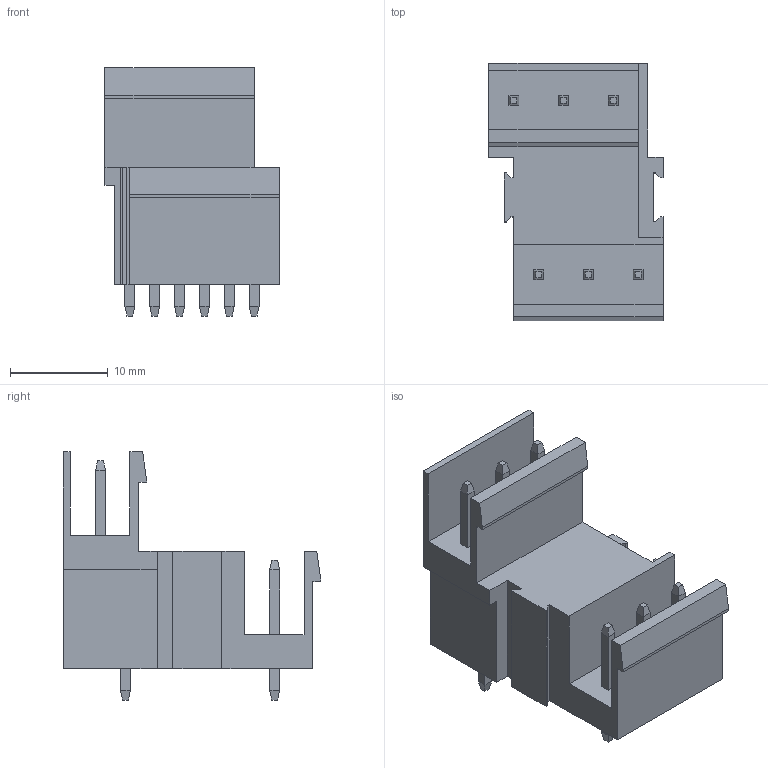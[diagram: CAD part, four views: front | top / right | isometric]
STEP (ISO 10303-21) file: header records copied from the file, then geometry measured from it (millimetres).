
FILE_DESCRIPTION(('CATIA V5 STEP Exchange','CAx-IF Rec.Pracs.--- Model Styling and Organization---1.2---2011-12-15'),'2;1');
FILE_NAME ('D1454953_0_1725660000_1725660000.stp','2018-11-10T05:00:49+00:00',('none'),('Weidmueller'),'CATIA Version 5-6 Release 2014','CATIA V5 STEP AP214','none');
FILE_SCHEMA(('AUTOMOTIVE_DESIGN { 1 0 10303 214 1 1 1 1 }'));
Length unit declared in the file: millimetre
Products named in the file (1): 1725660000
Bounding box: 17.78 x 26.28 x 25.36 mm (x, y, z)
Volume: 4360.7 mm3; surface area: 3383.4 mm2
Topology: 7 solids, 7 shells, 203 faces, 519 edges, 330 vertices
Faces by surface type: plane 179, cylinder 24
Entity records: 5586 total; most frequent: ORIENTED_EDGE 1038, CARTESIAN_POINT 1019, DIRECTION 713, EDGE_CURVE 519, VECTOR 423, LINE 423, VERTEX_POINT 330, EDGE_LOOP 215
